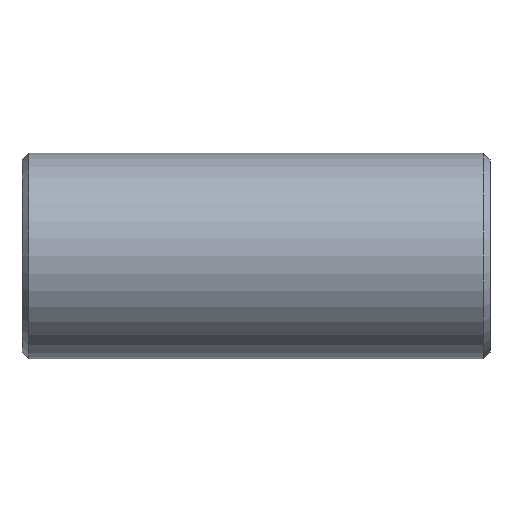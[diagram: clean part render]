
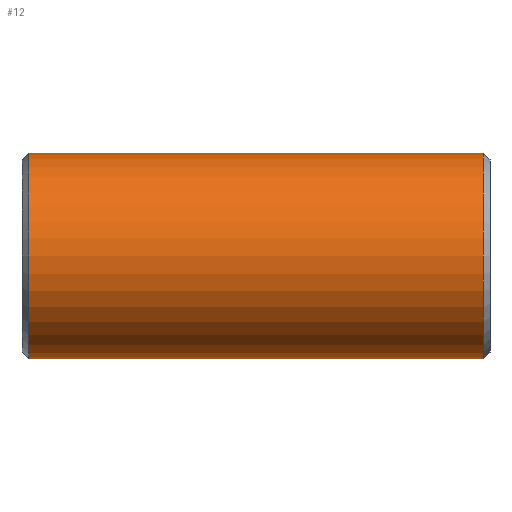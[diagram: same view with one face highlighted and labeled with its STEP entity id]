
A CAD part, front view. The second image highlights one B-rep face of the part: STEP entity #12.
In plain terms, the highlighted cylindrical face has radius 16.764 mm (diameter 33.528 mm), a partial arc.
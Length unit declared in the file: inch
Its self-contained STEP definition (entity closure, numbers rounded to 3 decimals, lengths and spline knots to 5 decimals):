
#8 = CIRCLE ( 'NONE', #611, 0.66 ) ;
#12 = ADVANCED_FACE ( 'NONE', ( #344 ), #65, .T. ) ;
#15 = ORIENTED_EDGE ( 'NONE', *, *, #407, .T. ) ;
#18 = CARTESIAN_POINT ( 'NONE',  ( -1.45567, 0., 0. ) ) ;
#60 = EDGE_CURVE ( 'NONE', #614, #416, #540, .T. ) ;
#64 = EDGE_CURVE ( 'NONE', #79, #614, #567, .T. ) ;
#65 = CYLINDRICAL_SURFACE ( 'NONE', #589, 0.66 ) ;
#79 = VERTEX_POINT ( 'NONE', #197 ) ;
#107 = DIRECTION ( 'NONE',  ( 0., 0., -1. ) ) ;
#130 = ORIENTED_EDGE ( 'NONE', *, *, #64, .T. ) ;
#197 = CARTESIAN_POINT ( 'NONE',  ( 1.45567, 0., 0.66 ) ) ;
#237 = DIRECTION ( 'NONE',  ( -1., 0., 0. ) ) ;
#243 = VECTOR ( 'NONE', #331, 39.37008 ) ;
#244 = DIRECTION ( 'NONE',  ( 1., 0., 0. ) ) ;
#268 = AXIS2_PLACEMENT_3D ( 'NONE', #18, #244, #469 ) ;
#276 = CARTESIAN_POINT ( 'NONE',  ( 1.45567, 0., 0. ) ) ;
#279 = LINE ( 'NONE', #317, #243 ) ;
#291 = CARTESIAN_POINT ( 'NONE',  ( 1.45567, 0., -0.66 ) ) ;
#314 = CARTESIAN_POINT ( 'NONE',  ( -1.45567, 0., 0.66 ) ) ;
#317 = CARTESIAN_POINT ( 'NONE',  ( 1.5, 0., -0.66 ) ) ;
#331 = DIRECTION ( 'NONE',  ( -1., 0., 0. ) ) ;
#340 = DIRECTION ( 'NONE',  ( 0., 0., 1. ) ) ;
#344 = FACE_OUTER_BOUND ( 'NONE', #465, .T. ) ;
#399 = VECTOR ( 'NONE', #451, 39.37008 ) ;
#407 = EDGE_CURVE ( 'NONE', #582, #79, #8, .T. ) ;
#416 = VERTEX_POINT ( 'NONE', #608 ) ;
#451 = DIRECTION ( 'NONE',  ( -1., 0., 0. ) ) ;
#462 = ORIENTED_EDGE ( 'NONE', *, *, #60, .T. ) ;
#465 = EDGE_LOOP ( 'NONE', ( #528, #15, #130, #462 ) ) ;
#469 = DIRECTION ( 'NONE',  ( 0., 0., 1. ) ) ;
#505 = CARTESIAN_POINT ( 'NONE',  ( 1.5, 0., 0.66 ) ) ;
#528 = ORIENTED_EDGE ( 'NONE', *, *, #676, .F. ) ;
#540 = CIRCLE ( 'NONE', #268, 0.66 ) ;
#567 = LINE ( 'NONE', #505, #399 ) ;
#582 = VERTEX_POINT ( 'NONE', #291 ) ;
#589 = AXIS2_PLACEMENT_3D ( 'NONE', #644, #237, #340 ) ;
#608 = CARTESIAN_POINT ( 'NONE',  ( -1.45567, 0., -0.66 ) ) ;
#611 = AXIS2_PLACEMENT_3D ( 'NONE', #276, #661, #107 ) ;
#614 = VERTEX_POINT ( 'NONE', #314 ) ;
#644 = CARTESIAN_POINT ( 'NONE',  ( 1.5, 0., 0. ) ) ;
#661 = DIRECTION ( 'NONE',  ( -1., 0., 0. ) ) ;
#676 = EDGE_CURVE ( 'NONE', #582, #416, #279, .T. ) ;
